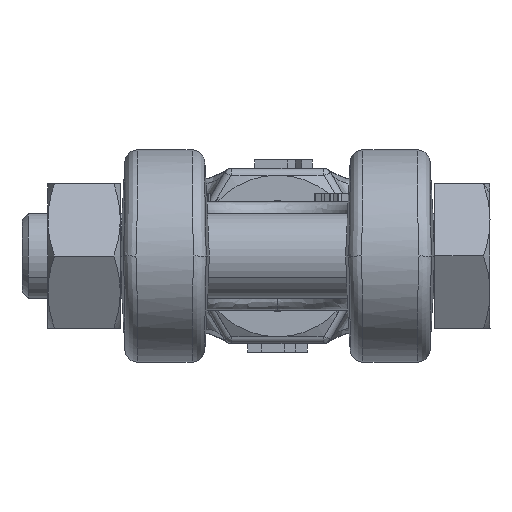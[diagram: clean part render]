
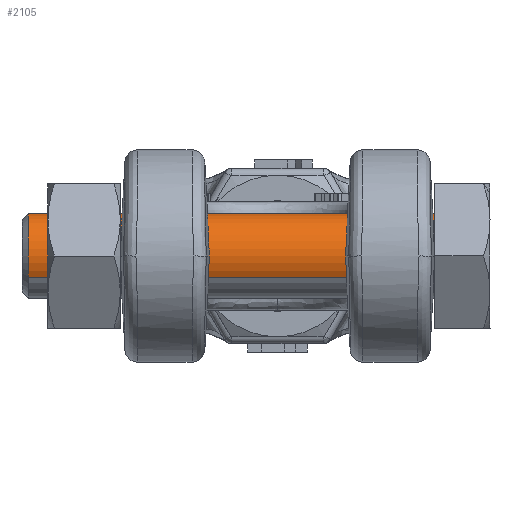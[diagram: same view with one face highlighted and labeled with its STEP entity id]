
A CAD part, left-side view. The second image highlights one B-rep face of the part: STEP entity #2105.
In plain terms, the highlighted cylindrical face has radius 5 mm (diameter 10 mm), a partial arc.
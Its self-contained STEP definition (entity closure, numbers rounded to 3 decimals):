
#2105=ADVANCED_FACE('NONE',(#4438),#4439,.T.);
#4438=FACE_OUTER_BOUND('',#14459,.T.);
#4439=CYLINDRICAL_SURFACE('',#14460,5.0);
#14459=EDGE_LOOP('',(#23046,#23047,#23048,#23049));
#14460=AXIS2_PLACEMENT_3D('',#23050,#23051,#23052);
#23046=ORIENTED_EDGE('',*,*,#27639,.F.);
#23047=ORIENTED_EDGE('',*,*,#27640,.T.);
#23048=ORIENTED_EDGE('',*,*,#27641,.F.);
#23049=ORIENTED_EDGE('',*,*,#27642,.F.);
#23050=CARTESIAN_POINT('',(-56.518,210.36,240.782));
#23051=DIRECTION('',(0.,1.0,0.));
#23052=DIRECTION('',(0.866,0.,0.5));
#27639=EDGE_CURVE('',#31322,#31323,#31324,.T.);
#27640=EDGE_CURVE('NONE',#31322,#31325,#31326,.T.);
#27641=EDGE_CURVE('',#31327,#31325,#31328,.T.);
#27642=EDGE_CURVE('NONE',#31323,#31327,#31329,.T.);
#31322=VERTEX_POINT('NONE',#42537);
#31323=VERTEX_POINT('NONE',#42538);
#31324=LINE('',#42539,#42540);
#31325=VERTEX_POINT('',#42541);
#31326=CIRCLE('',#42542,5.0);
#31327=VERTEX_POINT('',#42543);
#31328=LINE('',#42544,#42545);
#31329=CIRCLE('',#42546,5.0);
#42537=CARTESIAN_POINT('',(-52.188,210.36,243.282));
#42538=CARTESIAN_POINT('',(-52.188,162.61,243.282));
#42539=CARTESIAN_POINT('',(-52.188,210.36,243.282));
#42540=VECTOR('',#49349,1.0);
#42541=CARTESIAN_POINT('',(-60.848,210.36,238.282));
#42542=AXIS2_PLACEMENT_3D('',#49350,#49351,#49352);
#42543=CARTESIAN_POINT('',(-60.848,162.61,238.282));
#42544=CARTESIAN_POINT('',(-60.848,210.36,238.282));
#42545=VECTOR('',#49353,1.0);
#42546=AXIS2_PLACEMENT_3D('',#49354,#49355,#49356);
#49349=DIRECTION('',(0.,-1.0,0.));
#49350=CARTESIAN_POINT('',(-56.518,210.36,240.782));
#49351=DIRECTION('',(0.,-1.0,0.));
#49352=DIRECTION('',(0.866,0.,0.5));
#49353=DIRECTION('',(0.,1.0,0.));
#49354=CARTESIAN_POINT('',(-56.518,162.61,240.782));
#49355=DIRECTION('',(0.,-1.0,0.));
#49356=DIRECTION('',(0.866,0.,0.5));
